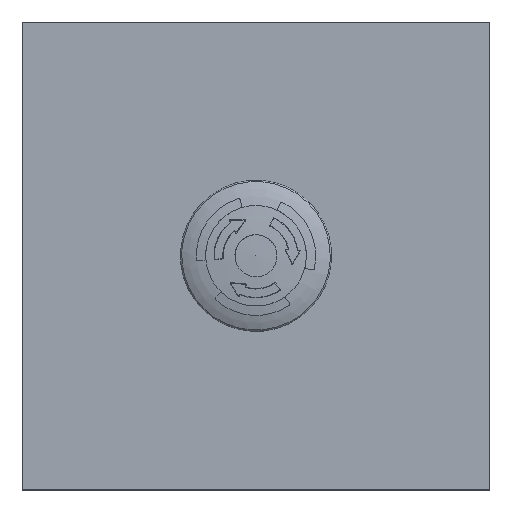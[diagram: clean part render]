
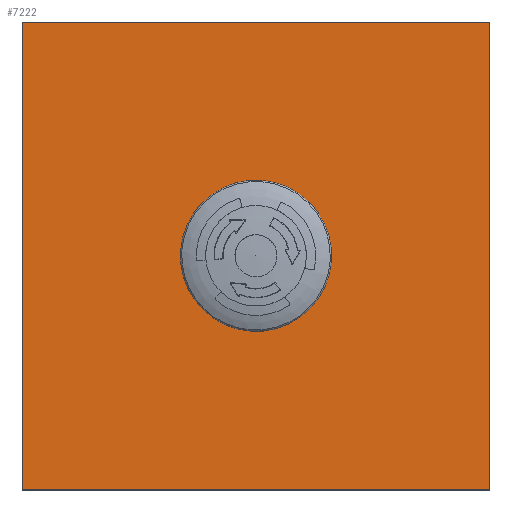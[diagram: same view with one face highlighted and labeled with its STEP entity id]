
A CAD part, top view. The second image highlights one B-rep face of the part: STEP entity #7222.
In plain terms, the highlighted planar face has unit normal (0, 0, 1).
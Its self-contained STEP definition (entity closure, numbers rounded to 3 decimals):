
#566=PLANE('',#8543);
#1184=LINE('',#15981,#1529);
#1188=LINE('',#15989,#1533);
#1191=LINE('',#15995,#1536);
#1193=LINE('',#16003,#1538);
#1529=VECTOR('',#10421,1000.);
#1533=VECTOR('',#10427,1000.);
#1536=VECTOR('',#10432,1000.);
#1538=VECTOR('',#10442,1000.);
#3575=ORIENTED_EDGE('',*,*,#4604,.T.);
#3576=ORIENTED_EDGE('',*,*,#4596,.T.);
#3577=ORIENTED_EDGE('',*,*,#4600,.T.);
#3578=ORIENTED_EDGE('',*,*,#4603,.T.);
#3579=ORIENTED_EDGE('',*,*,#4607,.T.);
#4596=EDGE_CURVE('',#5263,#5262,#1184,.T.);
#4600=EDGE_CURVE('',#5262,#5265,#1188,.T.);
#4603=EDGE_CURVE('',#5265,#5267,#1191,.T.);
#4604=EDGE_CURVE('',#5268,#5268,#5646,.T.);
#4607=EDGE_CURVE('',#5267,#5263,#1193,.T.);
#5262=VERTEX_POINT('',#15980);
#5263=VERTEX_POINT('',#15982);
#5265=VERTEX_POINT('',#15988);
#5267=VERTEX_POINT('',#15994);
#5268=VERTEX_POINT('',#15998);
#5646=CIRCLE('',#8540,11.);
#6163=EDGE_LOOP('',(#3575));
#6164=EDGE_LOOP('',(#3576,#3577,#3578,#3579));
#6682=FACE_BOUND('',#6163,.T.);
#6683=FACE_BOUND('',#6164,.T.);
#7222=ADVANCED_FACE('',(#6682,#6683),#566,.T.);
#8540=AXIS2_PLACEMENT_3D('',#15997,#10435,#10436);
#8543=AXIS2_PLACEMENT_3D('',#16004,#10443,#10444);
#10421=DIRECTION('',(0.,-1.,0.));
#10427=DIRECTION('',(1.,0.,0.));
#10432=DIRECTION('',(0.,1.,0.));
#10435=DIRECTION('',(0.,0.,-1.));
#10436=DIRECTION('',(1.,0.,0.));
#10442=DIRECTION('',(-1.,0.,0.));
#10443=DIRECTION('',(0.,0.,1.));
#10444=DIRECTION('',(1.,0.,0.));
#15980=CARTESIAN_POINT('',(-50.,-50.,-0.001));
#15981=CARTESIAN_POINT('',(-50.,50.,-0.001));
#15982=CARTESIAN_POINT('',(-50.,50.,-0.001));
#15988=CARTESIAN_POINT('',(50.,-50.,-0.001));
#15989=CARTESIAN_POINT('',(-50.,-50.,-0.001));
#15994=CARTESIAN_POINT('',(50.,50.,-0.001));
#15995=CARTESIAN_POINT('',(50.,-50.,-0.001));
#15997=CARTESIAN_POINT('',(0.,0.,-0.001));
#15998=CARTESIAN_POINT('',(11.,0.,-0.001));
#16003=CARTESIAN_POINT('',(50.,50.,-0.001));
#16004=CARTESIAN_POINT('',(0.,0.,-0.001));
